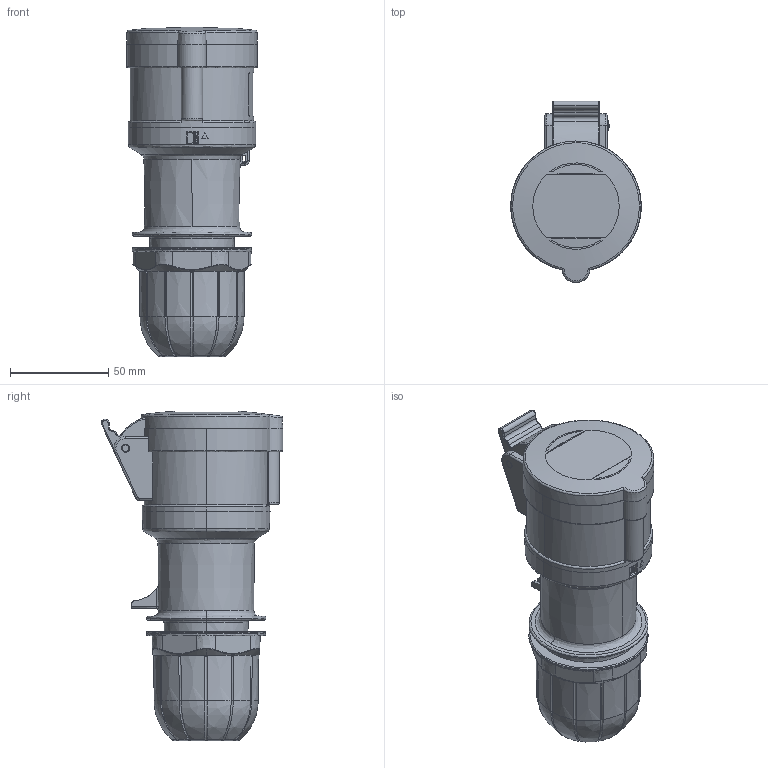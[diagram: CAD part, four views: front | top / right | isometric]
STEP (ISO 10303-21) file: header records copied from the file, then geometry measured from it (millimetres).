
FILE_DESCRIPTION (( 'STEP AP214' ), '1' );
FILE_NAME ('CATSTD-0S416-0C6-M01.STEP', '2019-12-20T16:02:25', ( '' ), ( '' ), 'SwSTEP 2.0', 'SolidWorks 2017', '' );
FILE_SCHEMA (( 'AUTOMOTIVE_DESIGN' ));
Length unit declared in the file: millimetre
Products named in the file (1): CATSTD-0S416-0C6-M01
Bounding box: 66.5 x 92.36 x 167.64 mm (x, y, z)
Surface area: 158837.4 mm2 (no closed solid volume)
Topology: 0 solids, 12 shells, 3499 faces, 9223 edges, 5787 vertices
Faces by surface type: bspline 1097, plane 1065, cylinder 803, cone 517, torus 17
Entity records: 189772 total; most frequent: CARTESIAN_POINT 116052, ORIENTED_EDGE 18356, DIRECTION 10999, EDGE_CURVE 9180, VERTEX_POINT 5788, B_SPLINE_CURVE_WITH_KNOTS 4184, AXIS2_PLACEMENT_3D 4065, EDGE_LOOP 3653
